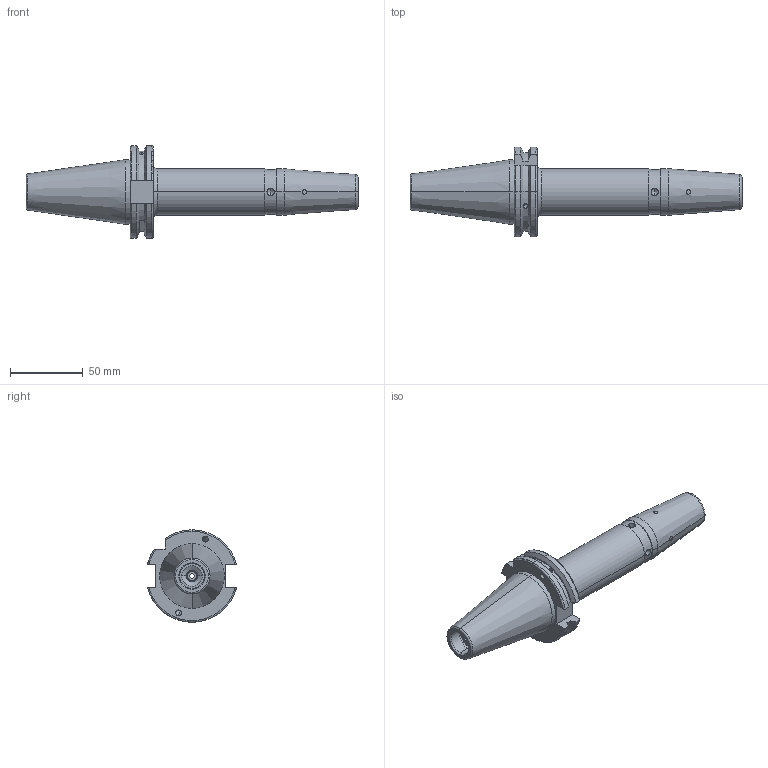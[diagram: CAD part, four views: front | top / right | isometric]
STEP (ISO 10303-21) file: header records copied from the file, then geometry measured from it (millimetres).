
FILE_DESCRIPTION (( 'STEP AP203' ), '1' );
FILE_NAME ('91406-SR410160.STEP', '2022-04-26T12:10:34', ( '' ), ( '' ), 'SwSTEP 2.0', 'SolidWorks 2018', '' );
FILE_SCHEMA (( 'CONFIG_CONTROL_DESIGN' ));
Length unit declared in the file: millimetre
Products named in the file (6): EXPANDER PLUG Ø3x3.6; SK40SFK10160FWW; 91406-SR410160; SCWM8X1X20-FLAT; GS-M4X4_DIN 913 - M4 x 4-N
Assembly tree (9 placements, depth 3):
  91406-SR410160
    SK40SFK10160FWW
      SK40SFK10160FWW
      SCWM8X1X20-FLAT
      GS-M4X4_DIN 913 - M4 x 4-N  x2
      EXPANDER PLUG Ø3x3.6  x4
Bounding box: 228.4 x 61.48 x 63.55 mm (x, y, z)
Volume: 195307 mm3; surface area: 40576.9 mm2
Topology: 8 solids, 8 shells, 293 faces, 727 edges, 452 vertices
Faces by surface type: cone 106, cylinder 105, plane 62, torus 16, bspline 4
Entity records: 8639 total; most frequent: CARTESIAN_POINT 2412, DIRECTION 1181, ORIENTED_EDGE 1138, EDGE_CURVE 569, AXIS2_PLACEMENT_3D 475, VERTEX_POINT 358, EDGE_LOOP 265, CIRCLE 238
